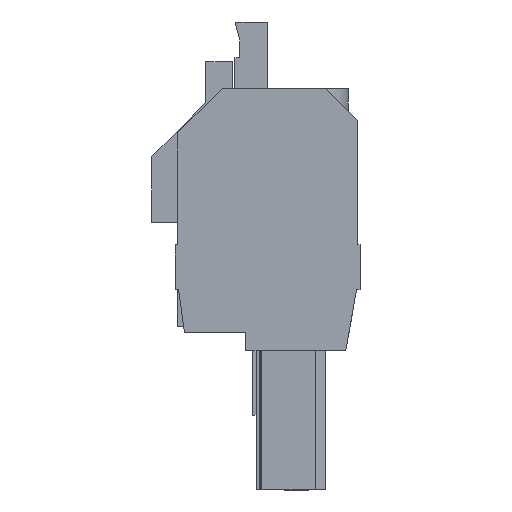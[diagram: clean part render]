
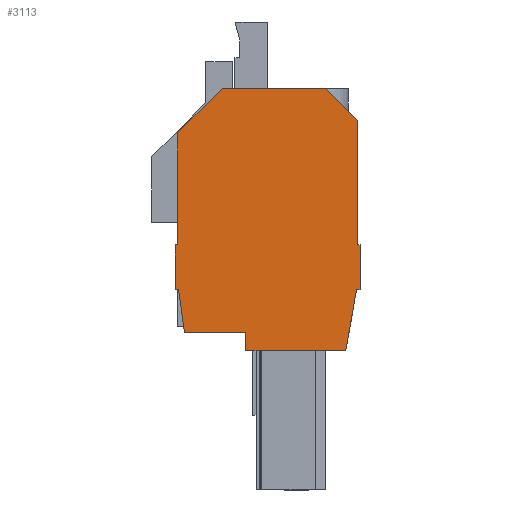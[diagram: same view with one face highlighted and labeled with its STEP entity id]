
A CAD part, left-side view. The second image highlights one B-rep face of the part: STEP entity #3113.
In plain terms, the highlighted planar face has unit normal (-1, 0, 0).
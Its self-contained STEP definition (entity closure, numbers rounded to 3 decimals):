
#3024=AXIS2_PLACEMENT_3D('Plane Axis2P3D',#3021,#3022,#3023) ;
#111=CARTESIAN_POINT('Vertex',(0.,20.3,27.3)) ;
#116=CARTESIAN_POINT('Line Origine',(0.,20.3,33.532)) ;
#120=CARTESIAN_POINT('Vertex',(0.,20.3,39.764)) ;
#247=CARTESIAN_POINT('Vertex',(0.,0.3,27.3)) ;
#578=CARTESIAN_POINT('Vertex',(0.,0.3,41.114)) ;
#581=CARTESIAN_POINT('Line Origine',(0.,0.3,34.207)) ;
#2361=CARTESIAN_POINT('Vertex',(0.,0.404,22.3)) ;
#2364=CARTESIAN_POINT('Line Origine',(0.,1.004,18.9)) ;
#2368=CARTESIAN_POINT('Vertex',(0.,1.603,15.5)) ;
#2419=CARTESIAN_POINT('Vertex',(0.,19.557,17.5)) ;
#2422=CARTESIAN_POINT('Line Origine',(0.,19.895,19.9)) ;
#2426=CARTESIAN_POINT('Vertex',(0.,20.232,22.3)) ;
#2886=CARTESIAN_POINT('Vertex',(0.,3.886,44.7)) ;
#2889=CARTESIAN_POINT('Line Origine',(0.,2.093,42.907)) ;
#3021=CARTESIAN_POINT('Axis2P3D Location',(0.,0.,0.)) ;
#3026=CARTESIAN_POINT('Line Origine',(0.,20.6,24.8)) ;
#3030=CARTESIAN_POINT('Vertex',(0.,20.6,27.3)) ;
#3032=CARTESIAN_POINT('Vertex',(0.,20.6,22.3)) ;
#3035=CARTESIAN_POINT('Line Origine',(0.,20.416,22.3)) ;
#3040=CARTESIAN_POINT('Line Origine',(0.,16.14,17.5)) ;
#3044=CARTESIAN_POINT('Vertex',(0.,12.723,17.5)) ;
#3047=CARTESIAN_POINT('Line Origine',(0.,12.723,16.5)) ;
#3051=CARTESIAN_POINT('Vertex',(0.,12.723,15.5)) ;
#3054=CARTESIAN_POINT('Line Origine',(0.,7.163,15.5)) ;
#3059=CARTESIAN_POINT('Line Origine',(0.,0.202,22.3)) ;
#3063=CARTESIAN_POINT('Vertex',(0.,0.,22.3)) ;
#3066=CARTESIAN_POINT('Line Origine',(0.,0.,24.8)) ;
#3070=CARTESIAN_POINT('Vertex',(0.,0.,27.3)) ;
#3073=CARTESIAN_POINT('Line Origine',(0.,0.15,27.3)) ;
#3078=CARTESIAN_POINT('Line Origine',(0.,9.625,44.7)) ;
#3082=CARTESIAN_POINT('Vertex',(0.,15.364,44.7)) ;
#3085=CARTESIAN_POINT('Line Origine',(0.,17.832,42.232)) ;
#3090=CARTESIAN_POINT('Line Origine',(0.,20.45,27.3)) ;
#117=DIRECTION('Vector Direction',(0.,0.,1.)) ;
#582=DIRECTION('Vector Direction',(0.,0.,-1.)) ;
#2365=DIRECTION('Vector Direction',(0.,0.174,-0.985)) ;
#2423=DIRECTION('Vector Direction',(0.,-0.139,-0.99)) ;
#2890=DIRECTION('Vector Direction',(0.,0.707,0.707)) ;
#3022=DIRECTION('Axis2P3D Direction',(-1.,0.,0.)) ;
#3023=DIRECTION('Axis2P3D XDirection',(0.,0.,1.)) ;
#3027=DIRECTION('Vector Direction',(0.,0.,-1.)) ;
#3036=DIRECTION('Vector Direction',(0.,-1.,0.)) ;
#3041=DIRECTION('Vector Direction',(0.,-1.,0.)) ;
#3048=DIRECTION('Vector Direction',(0.,0.,-1.)) ;
#3055=DIRECTION('Vector Direction',(0.,-1.,0.)) ;
#3060=DIRECTION('Vector Direction',(0.,-1.,0.)) ;
#3067=DIRECTION('Vector Direction',(0.,0.,1.)) ;
#3074=DIRECTION('Vector Direction',(0.,1.,0.)) ;
#3079=DIRECTION('Vector Direction',(0.,1.,0.)) ;
#3086=DIRECTION('Vector Direction',(0.,0.707,-0.707)) ;
#3091=DIRECTION('Vector Direction',(0.,1.,0.)) ;
#118=VECTOR('Line Direction',#117,1.) ;
#583=VECTOR('Line Direction',#582,1.) ;
#2366=VECTOR('Line Direction',#2365,1.) ;
#2424=VECTOR('Line Direction',#2423,1.) ;
#2891=VECTOR('Line Direction',#2890,1.) ;
#3028=VECTOR('Line Direction',#3027,1.) ;
#3037=VECTOR('Line Direction',#3036,1.) ;
#3042=VECTOR('Line Direction',#3041,1.) ;
#3049=VECTOR('Line Direction',#3048,1.) ;
#3056=VECTOR('Line Direction',#3055,1.) ;
#3061=VECTOR('Line Direction',#3060,1.) ;
#3068=VECTOR('Line Direction',#3067,1.) ;
#3075=VECTOR('Line Direction',#3074,1.) ;
#3080=VECTOR('Line Direction',#3079,1.) ;
#3087=VECTOR('Line Direction',#3086,1.) ;
#3092=VECTOR('Line Direction',#3091,1.) ;
#3096=ORIENTED_EDGE('',*,*,#3034,.T.) ;
#3097=ORIENTED_EDGE('',*,*,#3039,.T.) ;
#3098=ORIENTED_EDGE('',*,*,#2428,.T.) ;
#3099=ORIENTED_EDGE('',*,*,#3046,.T.) ;
#3100=ORIENTED_EDGE('',*,*,#3053,.T.) ;
#3101=ORIENTED_EDGE('',*,*,#3058,.T.) ;
#3102=ORIENTED_EDGE('',*,*,#2370,.T.) ;
#3103=ORIENTED_EDGE('',*,*,#3065,.T.) ;
#3104=ORIENTED_EDGE('',*,*,#3072,.T.) ;
#3105=ORIENTED_EDGE('',*,*,#3077,.T.) ;
#3106=ORIENTED_EDGE('',*,*,#585,.T.) ;
#3107=ORIENTED_EDGE('',*,*,#2893,.T.) ;
#3108=ORIENTED_EDGE('',*,*,#3084,.T.) ;
#3109=ORIENTED_EDGE('',*,*,#3089,.T.) ;
#3110=ORIENTED_EDGE('',*,*,#122,.T.) ;
#3111=ORIENTED_EDGE('',*,*,#3094,.T.) ;
#3113=ADVANCED_FACE('housing',(#3112),#3025,.T.) ;
#122=EDGE_CURVE('',#121,#112,#119,.F.) ;
#585=EDGE_CURVE('',#248,#579,#584,.F.) ;
#2370=EDGE_CURVE('',#2369,#2362,#2367,.F.) ;
#2428=EDGE_CURVE('',#2427,#2420,#2425,.T.) ;
#2893=EDGE_CURVE('',#579,#2887,#2892,.T.) ;
#3034=EDGE_CURVE('',#3031,#3033,#3029,.T.) ;
#3039=EDGE_CURVE('',#3033,#2427,#3038,.T.) ;
#3046=EDGE_CURVE('',#2420,#3045,#3043,.T.) ;
#3053=EDGE_CURVE('',#3045,#3052,#3050,.T.) ;
#3058=EDGE_CURVE('',#3052,#2369,#3057,.T.) ;
#3065=EDGE_CURVE('',#2362,#3064,#3062,.T.) ;
#3072=EDGE_CURVE('',#3064,#3071,#3069,.T.) ;
#3077=EDGE_CURVE('',#3071,#248,#3076,.T.) ;
#3084=EDGE_CURVE('',#2887,#3083,#3081,.T.) ;
#3089=EDGE_CURVE('',#3083,#121,#3088,.T.) ;
#3094=EDGE_CURVE('',#112,#3031,#3093,.T.) ;
#3095=EDGE_LOOP('',(#3096,#3097,#3098,#3099,#3100,#3101,#3102,#3103,#3104,#3105,#3106,#3107,#3108,#3109,#3110,#3111)) ;
#3112=FACE_OUTER_BOUND('',#3095,.T.) ;
#119=LINE('Line',#116,#118) ;
#584=LINE('Line',#581,#583) ;
#2367=LINE('Line',#2364,#2366) ;
#2425=LINE('Line',#2422,#2424) ;
#2892=LINE('Line',#2889,#2891) ;
#3029=LINE('Line',#3026,#3028) ;
#3038=LINE('Line',#3035,#3037) ;
#3043=LINE('Line',#3040,#3042) ;
#3050=LINE('Line',#3047,#3049) ;
#3057=LINE('Line',#3054,#3056) ;
#3062=LINE('Line',#3059,#3061) ;
#3069=LINE('Line',#3066,#3068) ;
#3076=LINE('Line',#3073,#3075) ;
#3081=LINE('Line',#3078,#3080) ;
#3088=LINE('Line',#3085,#3087) ;
#3093=LINE('Line',#3090,#3092) ;
#3025=PLANE('',#3024) ;
#112=VERTEX_POINT('',#111) ;
#121=VERTEX_POINT('',#120) ;
#248=VERTEX_POINT('',#247) ;
#579=VERTEX_POINT('',#578) ;
#2362=VERTEX_POINT('',#2361) ;
#2369=VERTEX_POINT('',#2368) ;
#2420=VERTEX_POINT('',#2419) ;
#2427=VERTEX_POINT('',#2426) ;
#2887=VERTEX_POINT('',#2886) ;
#3031=VERTEX_POINT('',#3030) ;
#3033=VERTEX_POINT('',#3032) ;
#3045=VERTEX_POINT('',#3044) ;
#3052=VERTEX_POINT('',#3051) ;
#3064=VERTEX_POINT('',#3063) ;
#3071=VERTEX_POINT('',#3070) ;
#3083=VERTEX_POINT('',#3082) ;
